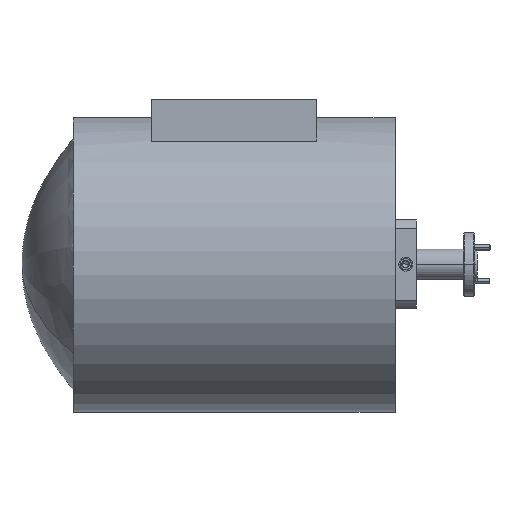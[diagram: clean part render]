
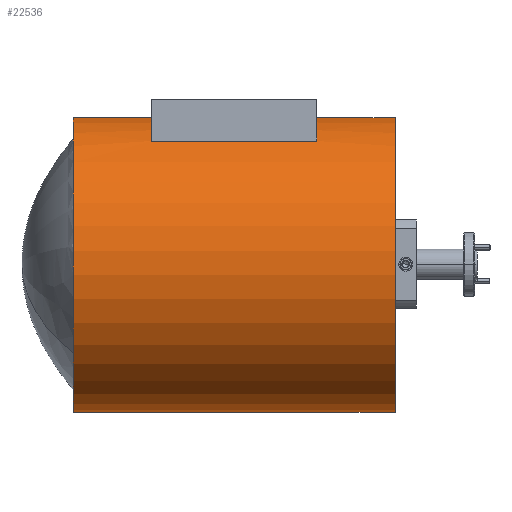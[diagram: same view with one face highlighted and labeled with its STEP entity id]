
A CAD part, top view. The second image highlights one B-rep face of the part: STEP entity #22536.
In plain terms, the highlighted cylindrical face has radius 44.45 mm (diameter 88.9 mm), a partial arc.
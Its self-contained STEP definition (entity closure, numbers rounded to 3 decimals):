
#159 = DIRECTION ( 'NONE',  ( 0., -1., 0. ) ) ;
#598 = EDGE_CURVE ( 'NONE', #21083, #21286, #16379, .T. ) ;
#686 = DIRECTION ( 'NONE',  ( -1., 0., 0. ) ) ;
#1195 = DIRECTION ( 'NONE',  ( 0., 1., 0. ) ) ;
#2442 = EDGE_CURVE ( 'NONE', #21286, #21573, #23108, .T. ) ;
#2560 = ORIENTED_EDGE ( 'NONE', *, *, #598, .F. ) ;
#2774 = ORIENTED_EDGE ( 'NONE', *, *, #24999, .T. ) ;
#3483 = CARTESIAN_POINT ( 'NONE',  ( 115.161, 27.239, 16.49 ) ) ;
#4584 = EDGE_CURVE ( 'NONE', #21573, #16172, #21533, .T. ) ;
#4640 = AXIS2_PLACEMENT_3D ( 'NONE', #8496, #686, #1195 ) ;
#4875 = CARTESIAN_POINT ( 'NONE',  ( -80.054, 27.239, 16.49 ) ) ;
#5042 = ORIENTED_EDGE ( 'NONE', *, *, #4584, .F. ) ;
#5682 = ORIENTED_EDGE ( 'NONE', *, *, #18728, .T. ) ;
#5767 = CARTESIAN_POINT ( 'NONE',  ( -80.054, 20.209, 34.554 ) ) ;
#6946 = EDGE_LOOP ( 'NONE', ( #31577, #2560, #5682, #16340, #21149, #30406, #2774, #5042 ) ) ;
#7253 = CARTESIAN_POINT ( 'NONE',  ( -30.524, 20.209, 34.554 ) ) ;
#7465 = CARTESIAN_POINT ( 'NONE',  ( 115.161, -16.703, 9.789 ) ) ;
#8496 = CARTESIAN_POINT ( 'NONE',  ( -103.549, -16.703, 9.789 ) ) ;
#8598 = DIRECTION ( 'NONE',  ( 0., 0., 1. ) ) ;
#9695 = EDGE_CURVE ( 'NONE', #10789, #29917, #28075, .T. ) ;
#10034 = VECTOR ( 'NONE', #30740, 1000. ) ;
#10393 = DIRECTION ( 'NONE',  ( -1., 0., 0. ) ) ;
#10789 = VERTEX_POINT ( 'NONE', #7253 ) ;
#12102 = EDGE_CURVE ( 'NONE', #10789, #25013, #32241, .T. ) ;
#12805 = CARTESIAN_POINT ( 'NONE',  ( -7.029, 27.239, 16.49 ) ) ;
#13518 = CARTESIAN_POINT ( 'NONE',  ( 115.161, -61.153, 9.789 ) ) ;
#14573 = DIRECTION ( 'NONE',  ( 0., -1., 0. ) ) ;
#14944 = VECTOR ( 'NONE', #31800, 1000. ) ;
#15211 = DIRECTION ( 'NONE',  ( -1., 0., 0. ) ) ;
#15333 = AXIS2_PLACEMENT_3D ( 'NONE', #21480, #18334, #8598 ) ;
#15523 = CARTESIAN_POINT ( 'NONE',  ( -103.549, 27.239, 16.49 ) ) ;
#15547 = CYLINDRICAL_SURFACE ( 'NONE', #19574, 44.45 ) ;
#15686 = CARTESIAN_POINT ( 'NONE',  ( -80.054, -16.703, 9.789 ) ) ;
#16172 = VERTEX_POINT ( 'NONE', #15523 ) ;
#16340 = ORIENTED_EDGE ( 'NONE', *, *, #12102, .F. ) ;
#16379 = CIRCLE ( 'NONE', #26425, 44.45 ) ;
#17819 = VECTOR ( 'NONE', #25202, 1000. ) ;
#18100 = AXIS2_PLACEMENT_3D ( 'NONE', #15686, #10393, #25788 ) ;
#18334 = DIRECTION ( 'NONE',  ( -1., 0., 0. ) ) ;
#18636 = VERTEX_POINT ( 'NONE', #4875 ) ;
#18728 = EDGE_CURVE ( 'NONE', #21083, #25013, #32506, .T. ) ;
#19574 = AXIS2_PLACEMENT_3D ( 'NONE', #7465, #15211, #159 ) ;
#19931 = CARTESIAN_POINT ( 'NONE',  ( 115.161, 27.239, 16.49 ) ) ;
#21083 = VERTEX_POINT ( 'NONE', #12805 ) ;
#21149 = ORIENTED_EDGE ( 'NONE', *, *, #9695, .T. ) ;
#21286 = VERTEX_POINT ( 'NONE', #26878 ) ;
#21480 = CARTESIAN_POINT ( 'NONE',  ( -30.524, -16.703, 9.789 ) ) ;
#21533 = CIRCLE ( 'NONE', #4640, 44.45 ) ;
#21573 = VERTEX_POINT ( 'NONE', #31318 ) ;
#22003 = VECTOR ( 'NONE', #30894, 1000. ) ;
#22177 = DIRECTION ( 'NONE',  ( 1., 0., 0. ) ) ;
#22536 = ADVANCED_FACE ( 'NONE', ( #30125 ), #15547, .T. ) ;
#23108 = LINE ( 'NONE', #13518, #10034 ) ;
#23601 = CARTESIAN_POINT ( 'NONE',  ( -30.524, 20.209, 34.554 ) ) ;
#23840 = LINE ( 'NONE', #3483, #14944 ) ;
#24653 = CARTESIAN_POINT ( 'NONE',  ( -7.029, -16.703, 9.789 ) ) ;
#24999 = EDGE_CURVE ( 'NONE', #18636, #16172, #23840, .T. ) ;
#25013 = VERTEX_POINT ( 'NONE', #31629 ) ;
#25202 = DIRECTION ( 'NONE',  ( -1., 0., 0. ) ) ;
#25296 = EDGE_CURVE ( 'NONE', #29917, #18636, #32391, .T. ) ;
#25788 = DIRECTION ( 'NONE',  ( 0., 0., 1. ) ) ;
#26425 = AXIS2_PLACEMENT_3D ( 'NONE', #24653, #22177, #14573 ) ;
#26878 = CARTESIAN_POINT ( 'NONE',  ( -7.029, -61.153, 9.789 ) ) ;
#28075 = LINE ( 'NONE', #23601, #22003 ) ;
#29917 = VERTEX_POINT ( 'NONE', #5767 ) ;
#30125 = FACE_OUTER_BOUND ( 'NONE', #6946, .T. ) ;
#30406 = ORIENTED_EDGE ( 'NONE', *, *, #25296, .T. ) ;
#30740 = DIRECTION ( 'NONE',  ( -1., 0., 0. ) ) ;
#30894 = DIRECTION ( 'NONE',  ( -1., 0., 0. ) ) ;
#31318 = CARTESIAN_POINT ( 'NONE',  ( -103.549, -61.153, 9.789 ) ) ;
#31577 = ORIENTED_EDGE ( 'NONE', *, *, #2442, .F. ) ;
#31629 = CARTESIAN_POINT ( 'NONE',  ( -30.524, 27.239, 16.49 ) ) ;
#31800 = DIRECTION ( 'NONE',  ( -1., 0., 0. ) ) ;
#32241 = CIRCLE ( 'NONE', #15333, 44.45 ) ;
#32391 = CIRCLE ( 'NONE', #18100, 44.45 ) ;
#32506 = LINE ( 'NONE', #19931, #17819 ) ;
